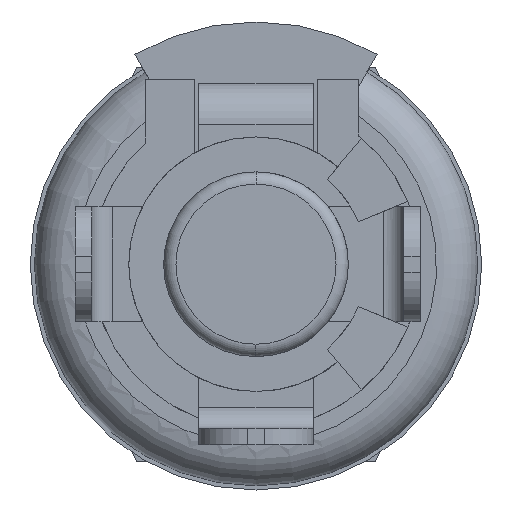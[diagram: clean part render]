
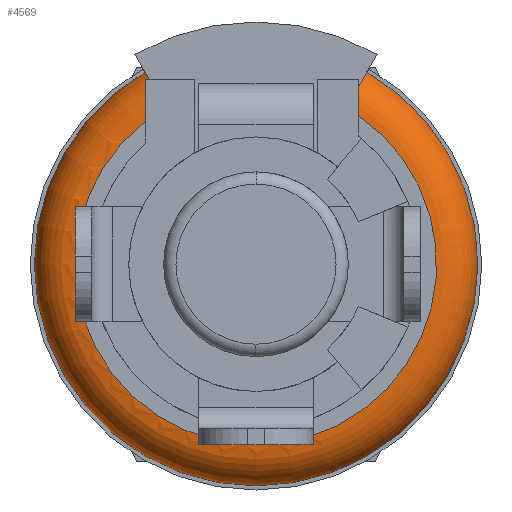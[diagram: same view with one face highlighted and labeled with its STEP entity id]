
A CAD part, front view. The second image highlights one B-rep face of the part: STEP entity #4569.
In plain terms, the highlighted toroidal (fillet/blend) face has major radius 4.4 mm and minor radius 1 mm.
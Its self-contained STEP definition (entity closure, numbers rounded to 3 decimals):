
#473=CARTESIAN_POINT('',(0.,0.,0.));
#474=DIRECTION('',(0.,-1.,0.));
#475=DIRECTION('',(-0.614,0.,0.79));
#476=AXIS2_PLACEMENT_3D('',#473,#474,#475);
#478=CARTESIAN_POINT('',(2.2,1.,3.811));
#479=DIRECTION('',(-0.866,0.,0.5));
#480=DIRECTION('',(0.3,-0.8,0.52));
#481=AXIS2_PLACEMENT_3D('',#478,#479,#480);
#483=CARTESIAN_POINT('',(-2.598,0.395,4.5));
#484=CARTESIAN_POINT('',(-2.616,0.407,4.5));
#485=CARTESIAN_POINT('',(-2.652,0.432,4.5));
#486=CARTESIAN_POINT('',(-2.684,0.457,4.5));
#487=CARTESIAN_POINT('',(-2.7,0.47,4.5));
#489=CARTESIAN_POINT('',(-2.7,0.47,4.5));
#490=CARTESIAN_POINT('',(-2.7,0.417,4.461));
#491=CARTESIAN_POINT('',(-2.7,0.317,4.373));
#492=CARTESIAN_POINT('',(-2.7,0.187,4.201));
#493=CARTESIAN_POINT('',(-2.7,0.085,3.993));
#494=CARTESIAN_POINT('',(-2.7,0.017,3.75));
#495=CARTESIAN_POINT('',(-2.7,0.,
3.57));
#496=CARTESIAN_POINT('',(-2.7,0.,3.474));
#498=CARTESIAN_POINT('',(2.5,0.,3.621));
#499=CARTESIAN_POINT('',(2.5,0.,3.713));
#500=CARTESIAN_POINT('',(2.5,0.017,3.889));
#501=CARTESIAN_POINT('',(2.5,0.088,4.13));
#502=CARTESIAN_POINT('',(2.5,0.159,4.267));
#503=CARTESIAN_POINT('',(2.5,0.2,4.33));
#525=CARTESIAN_POINT('',(0.,1.,0.));
#526=DIRECTION('',(0.,-1.,0.));
#527=DIRECTION('',(1.,0.,0.));
#528=AXIS2_PLACEMENT_3D('',#525,#526,#527);
#543=CARTESIAN_POINT('',(0.,1.,0.));
#544=DIRECTION('',(0.,-1.,0.));
#545=DIRECTION('',(-0.5,0.,0.866));
#546=AXIS2_PLACEMENT_3D('',#543,#544,#545);
#561=CARTESIAN_POINT('',(-2.2,1.,3.811));
#562=DIRECTION('',(0.866,0.,0.5));
#563=DIRECTION('',(-0.5,0.,0.866));
#564=AXIS2_PLACEMENT_3D('',#561,#562,#563);
#2735=CARTESIAN_POINT('',(0.,1.,0.));
#2736=DIRECTION('',(0.,-1.,0.));
#2737=DIRECTION('',(-1.,0.,0.));
#2738=AXIS2_PLACEMENT_3D('',#2735,#2736,#2737);
#3733=VERTEX_POINT('',#483);
#3734=VERTEX_POINT('',#487);
#3735=CARTESIAN_POINT('',(5.4,1.,0.));
#3736=CARTESIAN_POINT('',(2.7,1.,4.677));
#3737=VERTEX_POINT('',#3735);
#3738=VERTEX_POINT('',#3736);
#3739=CARTESIAN_POINT('',(-5.4,1.,0.));
#3740=VERTEX_POINT('',#3739);
#3741=CARTESIAN_POINT('',(-2.7,1.,4.677));
#3742=VERTEX_POINT('',#3741);
#3745=CARTESIAN_POINT('',(2.5,0.,3.621));
#3746=VERTEX_POINT('',#3745);
#3749=CARTESIAN_POINT('',(-2.7,0.,3.474));
#3750=VERTEX_POINT('',#3749);
#3751=CARTESIAN_POINT('',(2.5,0.2,4.33));
#3752=VERTEX_POINT('',#3751);
#4546=CARTESIAN_POINT('',(0.,1.,0.));
#4547=DIRECTION('',(0.,1.,0.));
#4548=DIRECTION('',(1.,0.,-0.012));
#4549=AXIS2_PLACEMENT_3D('',#4546,#4547,#4548);
#4550=TOROIDAL_SURFACE('',#4549,4.4,1.);
#4551=ORIENTED_EDGE('',*,*,#3956,.T.);
#4553=ORIENTED_EDGE('',*,*,#4552,.T.);
#4555=ORIENTED_EDGE('',*,*,#4554,.T.);
#4557=ORIENTED_EDGE('',*,*,#4556,.F.);
#4559=ORIENTED_EDGE('',*,*,#4558,.F.);
#4561=ORIENTED_EDGE('',*,*,#4560,.F.);
#4563=ORIENTED_EDGE('',*,*,#4562,.T.);
#4565=ORIENTED_EDGE('',*,*,#4564,.T.);
#4566=ORIENTED_EDGE('',*,*,#4537,.T.);
#4567=EDGE_LOOP('',(#4551,#4553,#4555,#4557,#4559,#4561,#4563,#4565,#4566));
#4568=FACE_OUTER_BOUND('',#4567,.F.);
#4569=ADVANCED_FACE('',(#4568),#4550,.T.);
#477=CIRCLE('',#476,4.4);
#482=CIRCLE('',#481,1.);
#488=B_SPLINE_CURVE_WITH_KNOTS('',3,(#483,#484,#485,#486,#487),.UNSPECIFIED.,
.F.,.F.,(4,1,4),(0.,0.5,1.),.UNSPECIFIED.);
#497=B_SPLINE_CURVE_WITH_KNOTS('',3,(#489,#490,#491,#492,#493,#494,#495,#496),
.UNSPECIFIED.,.F.,.F.,(4,1,1,1,1,4),(0.,0.2,0.4,0.6,0.8,1.),
.UNSPECIFIED.);
#504=B_SPLINE_CURVE_WITH_KNOTS('',3,(#498,#499,#500,#501,#502,#503),
.UNSPECIFIED.,.F.,.F.,(4,1,1,4),(0.,0.333,0.667,1.),
.UNSPECIFIED.);
#529=CIRCLE('',#528,5.4);
#547=CIRCLE('',#546,5.4);
#565=CIRCLE('',#564,1.);
#2739=CIRCLE('',#2738,5.4);
#3956=EDGE_CURVE('',#3750,#3746,#477,.T.);
#4537=EDGE_CURVE('',#3734,#3750,#497,.T.);
#4552=EDGE_CURVE('',#3746,#3752,#504,.T.);
#4554=EDGE_CURVE('',#3752,#3738,#482,.T.);
#4556=EDGE_CURVE('',#3737,#3738,#529,.T.);
#4558=EDGE_CURVE('',#3740,#3737,#2739,.T.);
#4560=EDGE_CURVE('',#3742,#3740,#547,.T.);
#4562=EDGE_CURVE('',#3742,#3733,#565,.T.);
#4564=EDGE_CURVE('',#3733,#3734,#488,.T.);
